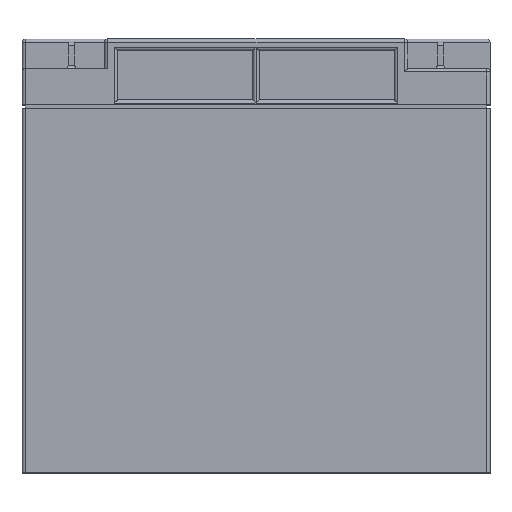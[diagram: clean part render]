
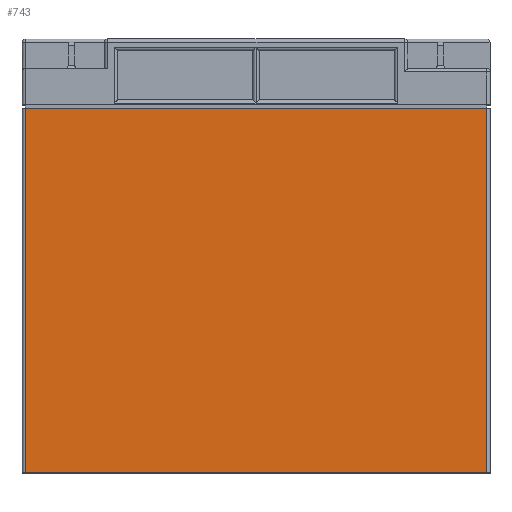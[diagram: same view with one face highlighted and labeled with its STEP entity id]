
A CAD part, top view. The second image highlights one B-rep face of the part: STEP entity #743.
In plain terms, the highlighted planar face has unit normal (0, 0, 1).
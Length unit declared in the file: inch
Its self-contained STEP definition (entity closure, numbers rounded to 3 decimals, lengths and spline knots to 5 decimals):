
#6 = DIRECTION ( 'NONE',  ( 0., 0., -1. ) ) ;
#83 = DIRECTION ( 'NONE',  ( 1., 0., 0. ) ) ;
#94 = LINE ( 'NONE', #1912, #2369 ) ;
#112 = EDGE_LOOP ( 'NONE', ( #2993, #2839, #2149, #250 ) ) ;
#212 = VERTEX_POINT ( 'NONE', #1710 ) ;
#250 = ORIENTED_EDGE ( 'NONE', *, *, #421, .T. ) ;
#421 = EDGE_CURVE ( 'NONE', #3006, #212, #1186, .T. ) ;
#427 = DIRECTION ( 'NONE',  ( 1., 0., 0. ) ) ;
#508 = VERTEX_POINT ( 'NONE', #1161 ) ;
#734 = CARTESIAN_POINT ( 'NONE',  ( -3.5, 2.24, 3. ) ) ;
#742 = DIRECTION ( 'NONE',  ( -1., 0., 0. ) ) ;
#743 = ADVANCED_FACE ( 'NONE', ( #2810 ), #1248, .F. ) ;
#917 = DIRECTION ( 'NONE',  ( 0., -1., 0. ) ) ;
#1108 = VERTEX_POINT ( 'NONE', #1919 ) ;
#1161 = CARTESIAN_POINT ( 'NONE',  ( 3.5, -3.29, 3. ) ) ;
#1173 = VECTOR ( 'NONE', #1813, 39.37008 ) ;
#1186 = LINE ( 'NONE', #2395, #2339 ) ;
#1243 = LINE ( 'NONE', #2322, #1173 ) ;
#1248 = PLANE ( 'NONE',  #2276 ) ;
#1533 = CARTESIAN_POINT ( 'NONE',  ( 3.55, 2.24, 3. ) ) ;
#1710 = CARTESIAN_POINT ( 'NONE',  ( -3.5, -3.29, 3. ) ) ;
#1813 = DIRECTION ( 'NONE',  ( 0., 1., 0. ) ) ;
#1912 = CARTESIAN_POINT ( 'NONE',  ( -3.55, -3.29, 3. ) ) ;
#1919 = CARTESIAN_POINT ( 'NONE',  ( 3.5, 2.24, 3. ) ) ;
#1942 = EDGE_CURVE ( 'NONE', #508, #1108, #1243, .T. ) ;
#2036 = EDGE_CURVE ( 'NONE', #212, #508, #94, .T. ) ;
#2149 = ORIENTED_EDGE ( 'NONE', *, *, #3112, .F. ) ;
#2217 = CARTESIAN_POINT ( 'NONE',  ( 0., 0., 3. ) ) ;
#2276 = AXIS2_PLACEMENT_3D ( 'NONE', #2217, #6, #742 ) ;
#2322 = CARTESIAN_POINT ( 'NONE',  ( 3.5, 0., 3. ) ) ;
#2339 = VECTOR ( 'NONE', #917, 39.37008 ) ;
#2347 = LINE ( 'NONE', #1533, #2502 ) ;
#2369 = VECTOR ( 'NONE', #427, 39.37008 ) ;
#2395 = CARTESIAN_POINT ( 'NONE',  ( -3.5, 0., 3. ) ) ;
#2502 = VECTOR ( 'NONE', #83, 39.37008 ) ;
#2810 = FACE_OUTER_BOUND ( 'NONE', #112, .T. ) ;
#2839 = ORIENTED_EDGE ( 'NONE', *, *, #1942, .T. ) ;
#2993 = ORIENTED_EDGE ( 'NONE', *, *, #2036, .T. ) ;
#3006 = VERTEX_POINT ( 'NONE', #734 ) ;
#3112 = EDGE_CURVE ( 'NONE', #3006, #1108, #2347, .T. ) ;
